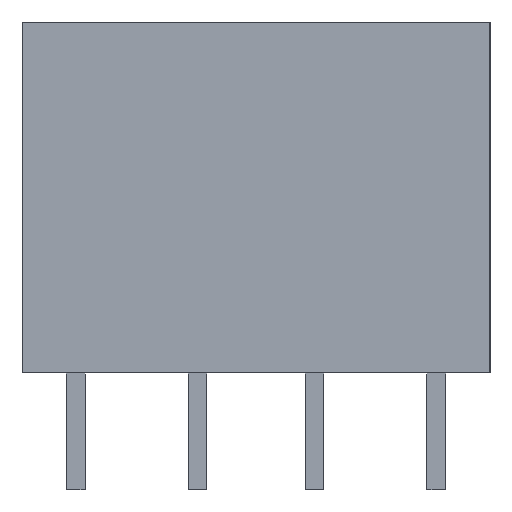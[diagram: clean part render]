
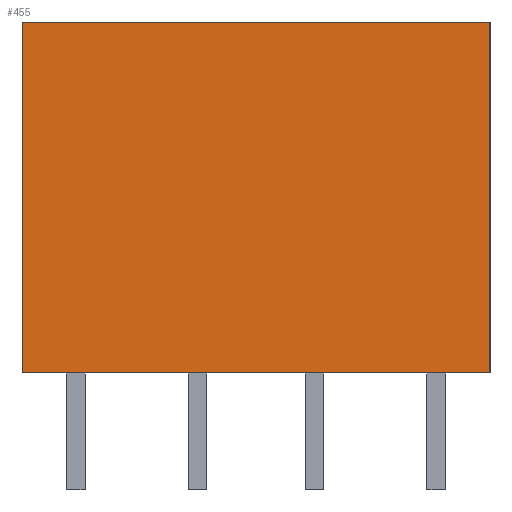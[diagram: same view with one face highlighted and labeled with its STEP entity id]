
A CAD part, left-side view. The second image highlights one B-rep face of the part: STEP entity #455.
In plain terms, the highlighted planar face has unit normal (-1, 0, 0).
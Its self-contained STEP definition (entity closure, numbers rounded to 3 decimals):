
#25=FACE_OUTER_BOUND('',#55,.T.);
#55=EDGE_LOOP('',(#311,#312,#313,#314));
#89=LINE('',#668,#149);
#90=LINE('',#671,#150);
#91=LINE('',#673,#151);
#92=LINE('',#674,#152);
#149=VECTOR('',#543,10.);
#150=VECTOR('',#546,10.);
#151=VECTOR('',#547,10.);
#152=VECTOR('',#548,10.);
#207=VERTEX_POINT('',#664);
#208=VERTEX_POINT('',#666);
#209=VERTEX_POINT('',#670);
#210=VERTEX_POINT('',#672);
#249=EDGE_CURVE('',#207,#208,#89,.T.);
#250=EDGE_CURVE('',#207,#209,#90,.T.);
#251=EDGE_CURVE('',#210,#208,#91,.T.);
#252=EDGE_CURVE('',#209,#210,#92,.T.);
#311=ORIENTED_EDGE('',*,*,#250,.F.);
#312=ORIENTED_EDGE('',*,*,#249,.T.);
#313=ORIENTED_EDGE('',*,*,#251,.F.);
#314=ORIENTED_EDGE('',*,*,#252,.F.);
#425=PLANE('',#503);
#455=ADVANCED_FACE('',(#25),#425,.T.);
#503=AXIS2_PLACEMENT_3D('',#669,#544,#545);
#543=DIRECTION('',(0.,0.,1.));
#544=DIRECTION('center_axis',(-1.,0.,0.));
#545=DIRECTION('ref_axis',(0.,-1.,0.));
#546=DIRECTION('',(0.,1.,0.));
#547=DIRECTION('',(0.,-1.,0.));
#548=DIRECTION('',(0.,0.,1.));
#664=CARTESIAN_POINT('',(-17.,-10.,0.));
#666=CARTESIAN_POINT('',(-17.,-10.,15.));
#668=CARTESIAN_POINT('',(-17.,-10.,0.));
#669=CARTESIAN_POINT('Origin',(-17.,10.,0.));
#670=CARTESIAN_POINT('',(-17.,10.,0.));
#671=CARTESIAN_POINT('',(-17.,-10.,0.));
#672=CARTESIAN_POINT('',(-17.,10.,15.));
#673=CARTESIAN_POINT('',(-17.,-10.,15.));
#674=CARTESIAN_POINT('',(-17.,10.,0.));
